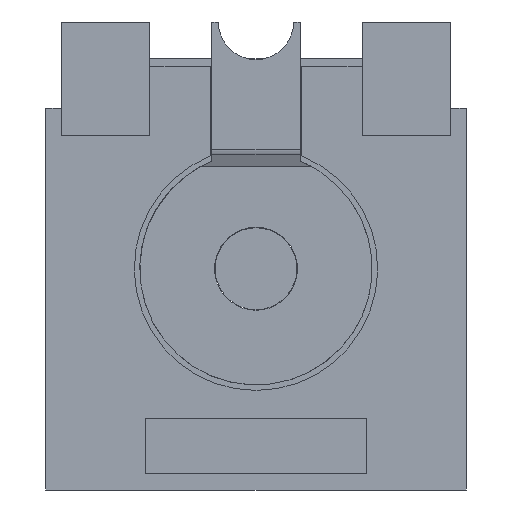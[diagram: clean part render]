
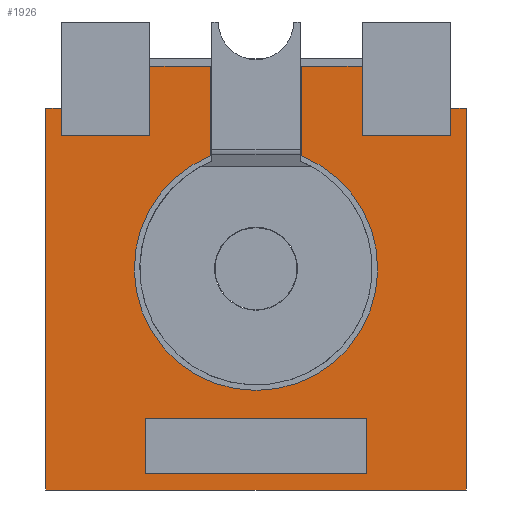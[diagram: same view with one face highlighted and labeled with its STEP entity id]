
A CAD part, front view. The second image highlights one B-rep face of the part: STEP entity #1926.
In plain terms, the highlighted free-form (B-spline) face has degree [1, 1] with [2, 2] control points.
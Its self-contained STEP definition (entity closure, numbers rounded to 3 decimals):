
#145=DIRECTION('',(1.,0.,0.));
#146=VECTOR('',#145,2.);
#147=CARTESIAN_POINT('',(-1.,1.85,0.));
#148=LINE('',#147,#146);
#149=DIRECTION('',(0.,-1.,0.));
#150=VECTOR('',#149,0.5);
#151=CARTESIAN_POINT('',(1.,1.85,0.));
#152=LINE('',#151,#150);
#153=DIRECTION('',(-1.,0.,0.));
#154=VECTOR('',#153,2.);
#155=CARTESIAN_POINT('',(1.,1.35,0.));
#156=LINE('',#155,#154);
#157=DIRECTION('',(0.,1.,0.));
#158=VECTOR('',#157,0.5);
#159=CARTESIAN_POINT('',(-1.,1.35,0.));
#160=LINE('',#159,#158);
#161=DIRECTION('',(0.,1.,0.));
#162=VECTOR('',#161,0.25);
#163=CARTESIAN_POINT('',(-1.76,-1.45,0.));
#164=LINE('',#163,#162);
#165=DIRECTION('',(1.,0.,0.));
#166=VECTOR('',#165,0.8);
#167=CARTESIAN_POINT('',(-1.76,-1.2,0.));
#168=LINE('',#167,#166);
#169=DIRECTION('',(0.,1.,0.));
#170=VECTOR('',#169,0.63);
#171=CARTESIAN_POINT('',(-0.96,-1.83,0.));
#172=LINE('',#171,#170);
#173=DIRECTION('',(-1.,0.,0.));
#174=VECTOR('',#173,0.55);
#175=CARTESIAN_POINT('',(-0.41,-1.83,0.));
#176=LINE('',#175,#174);
#177=DIRECTION('',(0.,1.,0.));
#178=VECTOR('',#177,0.809);
#179=CARTESIAN_POINT('',(-0.41,-1.83,0.));
#180=LINE('',#179,#178);
#181=CARTESIAN_POINT('',(0.,0.,0.));
#182=DIRECTION('',(0.,0.,-1.));
#183=DIRECTION('',(-0.373,-0.928,0.));
#184=AXIS2_PLACEMENT_3D('',#181,#182,#183);
#186=DIRECTION('',(0.,1.,0.));
#187=VECTOR('',#186,0.809);
#188=CARTESIAN_POINT('',(0.41,-1.83,0.));
#189=LINE('',#188,#187);
#190=DIRECTION('',(-1.,0.,0.));
#191=VECTOR('',#190,0.55);
#192=CARTESIAN_POINT('',(0.96,-1.83,0.));
#193=LINE('',#192,#191);
#194=DIRECTION('',(0.,1.,0.));
#195=VECTOR('',#194,0.63);
#196=CARTESIAN_POINT('',(0.96,-1.83,0.));
#197=LINE('',#196,#195);
#198=DIRECTION('',(1.,0.,0.));
#199=VECTOR('',#198,0.8);
#200=CARTESIAN_POINT('',(0.96,-1.2,0.));
#201=LINE('',#200,#199);
#202=DIRECTION('',(0.,1.,0.));
#203=VECTOR('',#202,0.25);
#204=CARTESIAN_POINT('',(1.76,-1.45,0.));
#205=LINE('',#204,#203);
#206=DIRECTION('',(-1.,0.,0.));
#207=VECTOR('',#206,0.14);
#208=CARTESIAN_POINT('',(1.9,-1.45,0.));
#209=LINE('',#208,#207);
#210=DIRECTION('',(0.,1.,0.));
#211=VECTOR('',#210,3.45);
#212=CARTESIAN_POINT('',(1.9,-1.45,0.));
#213=LINE('',#212,#211);
#214=DIRECTION('',(-1.,0.,0.));
#215=VECTOR('',#214,3.8);
#216=CARTESIAN_POINT('',(1.9,2.,0.));
#217=LINE('',#216,#215);
#218=DIRECTION('',(0.,-1.,0.));
#219=VECTOR('',#218,3.45);
#220=CARTESIAN_POINT('',(-1.9,2.,0.));
#221=LINE('',#220,#219);
#222=DIRECTION('',(1.,0.,0.));
#223=VECTOR('',#222,0.14);
#224=CARTESIAN_POINT('',(-1.9,-1.45,0.));
#225=LINE('',#224,#223);
#1256=CARTESIAN_POINT('',(1.9,2.,0.));
#1257=CARTESIAN_POINT('',(-1.9,2.,0.));
#1258=VERTEX_POINT('',#1256);
#1259=VERTEX_POINT('',#1257);
#1264=CARTESIAN_POINT('',(-1.9,-1.45,0.));
#1266=VERTEX_POINT('',#1264);
#1268=CARTESIAN_POINT('',(1.9,-1.45,0.));
#1270=VERTEX_POINT('',#1268);
#1276=CARTESIAN_POINT('',(-0.41,-1.021,0.));
#1277=CARTESIAN_POINT('',(0.41,-1.021,0.));
#1278=VERTEX_POINT('',#1276);
#1279=VERTEX_POINT('',#1277);
#1284=CARTESIAN_POINT('',(-0.41,-1.83,0.));
#1285=VERTEX_POINT('',#1284);
#1286=CARTESIAN_POINT('',(0.41,-1.83,0.));
#1287=VERTEX_POINT('',#1286);
#1296=CARTESIAN_POINT('',(-1.,1.85,0.));
#1297=CARTESIAN_POINT('',(1.,1.85,0.));
#1298=VERTEX_POINT('',#1296);
#1299=VERTEX_POINT('',#1297);
#1300=CARTESIAN_POINT('',(1.,1.35,0.));
#1301=VERTEX_POINT('',#1300);
#1302=CARTESIAN_POINT('',(-1.,1.35,0.));
#1303=VERTEX_POINT('',#1302);
#1384=CARTESIAN_POINT('',(-1.76,-1.45,0.));
#1385=CARTESIAN_POINT('',(-1.76,-1.2,0.));
#1386=VERTEX_POINT('',#1384);
#1387=VERTEX_POINT('',#1385);
#1388=CARTESIAN_POINT('',(1.76,-1.45,0.));
#1389=CARTESIAN_POINT('',(1.76,-1.2,0.));
#1390=VERTEX_POINT('',#1388);
#1391=VERTEX_POINT('',#1389);
#1392=CARTESIAN_POINT('',(-0.96,-1.2,0.));
#1393=VERTEX_POINT('',#1392);
#1394=CARTESIAN_POINT('',(0.96,-1.2,0.));
#1395=VERTEX_POINT('',#1394);
#1396=CARTESIAN_POINT('',(0.96,-1.83,0.));
#1397=VERTEX_POINT('',#1396);
#1398=CARTESIAN_POINT('',(-0.96,-1.83,0.));
#1399=VERTEX_POINT('',#1398);
#1879=CARTESIAN_POINT('',(-1.976,-1.907,0.));
#1880=CARTESIAN_POINT('',(-1.976,2.077,0.));
#1881=CARTESIAN_POINT('',(1.976,-1.907,0.));
#1882=CARTESIAN_POINT('',(1.976,2.077,0.));
#1883=B_SPLINE_SURFACE_WITH_KNOTS('',1,1,((#1879,#1880),(#1881,#1882)),
.UNSPECIFIED.,.F.,.F.,.F.,(2,2),(2,2),(-1.976,1.976),(-1.907,2.077),
.UNSPECIFIED.);
#1885=ORIENTED_EDGE('',*,*,#1884,.T.);
#1887=ORIENTED_EDGE('',*,*,#1886,.T.);
#1889=ORIENTED_EDGE('',*,*,#1888,.F.);
#1890=ORIENTED_EDGE('',*,*,#1868,.F.);
#1892=ORIENTED_EDGE('',*,*,#1891,.T.);
#1894=ORIENTED_EDGE('',*,*,#1893,.T.);
#1896=ORIENTED_EDGE('',*,*,#1895,.F.);
#1897=ORIENTED_EDGE('',*,*,#1861,.F.);
#1899=ORIENTED_EDGE('',*,*,#1898,.T.);
#1901=ORIENTED_EDGE('',*,*,#1900,.T.);
#1903=ORIENTED_EDGE('',*,*,#1902,.F.);
#1905=ORIENTED_EDGE('',*,*,#1904,.F.);
#1907=ORIENTED_EDGE('',*,*,#1906,.T.);
#1909=ORIENTED_EDGE('',*,*,#1908,.T.);
#1911=ORIENTED_EDGE('',*,*,#1910,.T.);
#1913=ORIENTED_EDGE('',*,*,#1912,.T.);
#1914=EDGE_LOOP('',(#1885,#1887,#1889,#1890,#1892,#1894,#1896,#1897,#1899,#1901,
#1903,#1905,#1907,#1909,#1911,#1913));
#1915=FACE_OUTER_BOUND('',#1914,.F.);
#1917=ORIENTED_EDGE('',*,*,#1916,.T.);
#1919=ORIENTED_EDGE('',*,*,#1918,.T.);
#1921=ORIENTED_EDGE('',*,*,#1920,.T.);
#1923=ORIENTED_EDGE('',*,*,#1922,.T.);
#1924=EDGE_LOOP('',(#1917,#1919,#1921,#1923));
#1925=FACE_BOUND('',#1924,.F.);
#1926=ADVANCED_FACE('',(#1915,#1925),#1883,.F.);
#185=CIRCLE('',#184,1.1);
#1861=EDGE_CURVE('',#1397,#1287,#193,.T.);
#1868=EDGE_CURVE('',#1285,#1399,#176,.T.);
#1884=EDGE_CURVE('',#1386,#1387,#164,.T.);
#1886=EDGE_CURVE('',#1387,#1393,#168,.T.);
#1888=EDGE_CURVE('',#1399,#1393,#172,.T.);
#1891=EDGE_CURVE('',#1285,#1278,#180,.T.);
#1893=EDGE_CURVE('',#1278,#1279,#185,.T.);
#1895=EDGE_CURVE('',#1287,#1279,#189,.T.);
#1898=EDGE_CURVE('',#1397,#1395,#197,.T.);
#1900=EDGE_CURVE('',#1395,#1391,#201,.T.);
#1902=EDGE_CURVE('',#1390,#1391,#205,.T.);
#1904=EDGE_CURVE('',#1270,#1390,#209,.T.);
#1906=EDGE_CURVE('',#1270,#1258,#213,.T.);
#1908=EDGE_CURVE('',#1258,#1259,#217,.T.);
#1910=EDGE_CURVE('',#1259,#1266,#221,.T.);
#1912=EDGE_CURVE('',#1266,#1386,#225,.T.);
#1916=EDGE_CURVE('',#1298,#1299,#148,.T.);
#1918=EDGE_CURVE('',#1299,#1301,#152,.T.);
#1920=EDGE_CURVE('',#1301,#1303,#156,.T.);
#1922=EDGE_CURVE('',#1303,#1298,#160,.T.);
